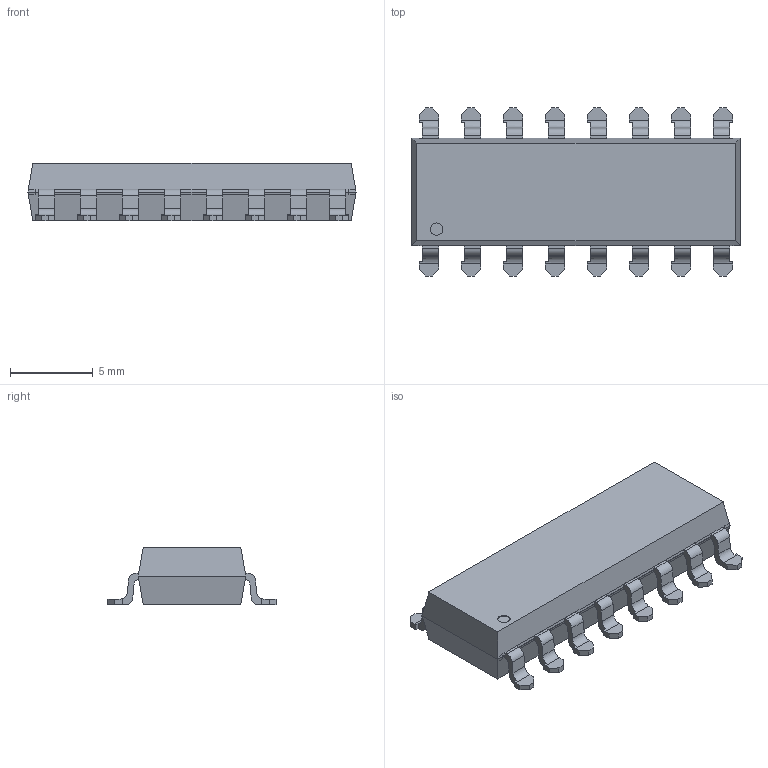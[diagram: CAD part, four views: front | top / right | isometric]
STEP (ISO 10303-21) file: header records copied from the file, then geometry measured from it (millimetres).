
FILE_DESCRIPTION(/* description */ (''),/* implementation_level */ '2;1');
FILE_NAME(/* name */ 'PDIP-16 SMD.step',/* time_stamp */ '2019-03-25T11:52:48-07:00',/* author */ (''),/* organization */ (''),/* preprocessor_version */ 'ST-DEVELOPER v17.2',/* originating_system */ 'Autodesk Translation Framework v7.6.0.251',/* authorisation */ '');
FILE_SCHEMA (('AUTOMOTIVE_DESIGN { 1 0 10303 214 3 1 1 }'));
Length unit declared in the file: millimetre
Products named in the file (1): PDIP-16 SMD
Bounding box: 19.84 x 10.16 x 3.5 mm (x, y, z)
Volume: 445 mm3; surface area: 583.3 mm2
Topology: 20 solids, 20 shells, 337 faces, 880 edges, 584 vertices
Faces by surface type: plane 264, cylinder 73
Full cylindrical faces by diameter (mm): 0.75 x1
Entity records: 10467 total; most frequent: CARTESIAN_POINT 1802, ORIENTED_EDGE 1760, DIRECTION 1722, EDGE_CURVE 880, LINE 714, VECTOR 714, VERTEX_POINT 584, AXIS2_PLACEMENT_3D 504
